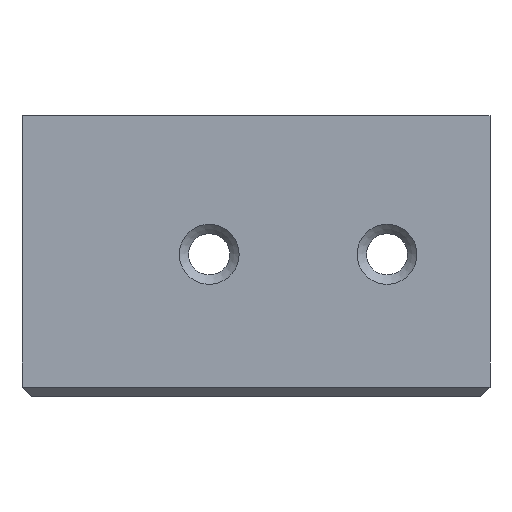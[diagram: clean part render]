
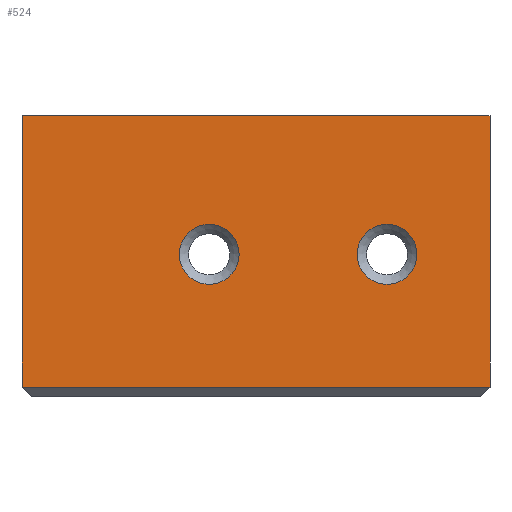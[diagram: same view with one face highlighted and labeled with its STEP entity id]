
A CAD part, front view. The second image highlights one B-rep face of the part: STEP entity #524.
In plain terms, the highlighted planar face has unit normal (0, -1, 0).
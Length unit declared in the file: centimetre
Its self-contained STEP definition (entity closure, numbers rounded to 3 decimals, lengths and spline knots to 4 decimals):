
#37=VECTOR('',#745,1.);
#38=VECTOR('',#746,1.);
#39=VECTOR('',#747,1.);
#40=VECTOR('',#748,1.);
#97=LINE('',#601,#37);
#98=LINE('',#604,#38);
#99=LINE('',#606,#39);
#100=LINE('',#608,#40);
#157=PLANE('',#557);
#184=VERTEX_POINT('',#597);
#185=VERTEX_POINT('',#600);
#186=VERTEX_POINT('',#602);
#187=VERTEX_POINT('',#603);
#188=VERTEX_POINT('',#605);
#189=VERTEX_POINT('',#607);
#228=CIRCLE('',#556,0.16);
#229=CIRCLE('',#558,0.16);
#236=EDGE_CURVE('',#184,#184,#228,.T.);
#237=EDGE_CURVE('',#185,#185,#229,.T.);
#238=EDGE_CURVE('',#186,#187,#97,.T.);
#239=EDGE_CURVE('',#186,#188,#98,.T.);
#240=EDGE_CURVE('',#188,#189,#99,.T.);
#241=EDGE_CURVE('',#187,#189,#100,.T.);
#305=ORIENTED_EDGE('',*,*,#237,.F.);
#306=ORIENTED_EDGE('',*,*,#238,.F.);
#307=ORIENTED_EDGE('',*,*,#239,.T.);
#308=ORIENTED_EDGE('',*,*,#240,.T.);
#309=ORIENTED_EDGE('',*,*,#241,.F.);
#310=ORIENTED_EDGE('',*,*,#236,.F.);
#441=EDGE_LOOP('',(#305));
#442=EDGE_LOOP('',(#306,#307,#308,#309));
#443=EDGE_LOOP('',(#310));
#483=FACE_BOUND('',#441,.T.);
#484=FACE_BOUND('',#442,.T.);
#485=FACE_BOUND('',#443,.T.);
#524=ADVANCED_FACE('',(#483,#484,#485),#157,.T.);
#556=AXIS2_PLACEMENT_3D('',#596,#740,#741);
#557=AXIS2_PLACEMENT_3D('',#598,#742,$);
#558=AXIS2_PLACEMENT_3D('',#599,#743,#744);
#596=CARTESIAN_POINT('',(1.95,0.,0.7589));
#597=CARTESIAN_POINT('',(2.11,0.,0.7589));
#598=CARTESIAN_POINT('',(1.25,0.,0.));
#599=CARTESIAN_POINT('',(1.,0.,0.7589));
#600=CARTESIAN_POINT('',(1.16,0.,0.7589));
#601=CARTESIAN_POINT('',(1.0525,0.,0.05));
#602=CARTESIAN_POINT('',(2.5,0.,0.05));
#603=CARTESIAN_POINT('',(0.,0.,0.05));
#604=CARTESIAN_POINT('',(2.5,0.,0.));
#605=CARTESIAN_POINT('',(2.5,0.,1.5));
#606=CARTESIAN_POINT('',(2.5,0.,1.5));
#607=CARTESIAN_POINT('',(0.,0.,1.5));
#608=CARTESIAN_POINT('',(0.,0.,0.));
#740=DIRECTION('',(0.,-1.,0.));
#741=DIRECTION('',(-0.16,0.,0.));
#742=DIRECTION('',(0.,-1.,0.));
#743=DIRECTION('',(0.,-1.,0.));
#744=DIRECTION('',(-0.16,0.,0.));
#745=DIRECTION('',(-1.,0.,0.));
#746=DIRECTION('',(0.,0.,1.));
#747=DIRECTION('',(-1.,0.,0.));
#748=DIRECTION('',(0.,0.,1.));
